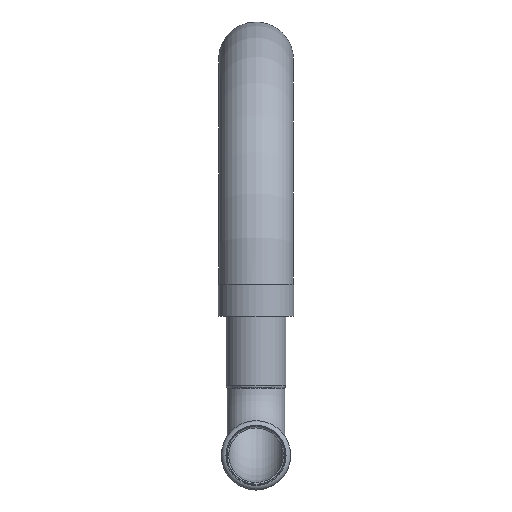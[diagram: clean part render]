
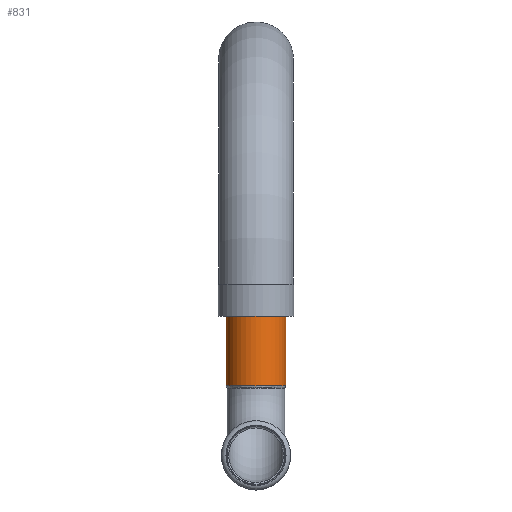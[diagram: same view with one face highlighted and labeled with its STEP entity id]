
A CAD part, left-side view. The second image highlights one B-rep face of the part: STEP entity #831.
In plain terms, the highlighted cylindrical face has radius 28 mm (diameter 56 mm), a full revolution.
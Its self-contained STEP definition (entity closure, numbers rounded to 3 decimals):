
#61=LINE('',#1963,#77);
#77=VECTOR('',#1251,28.);
#91=CYLINDRICAL_SURFACE('',#978,28.);
#129=FACE_OUTER_BOUND('',#173,.T.);
#173=EDGE_LOOP('',(#730,#731,#732,#733,#734,#735));
#242=CIRCLE('',#939,28.);
#243=CIRCLE('',#940,28.);
#266=CIRCLE('',#976,28.);
#267=CIRCLE('',#977,28.);
#337=VERTEX_POINT('',#1709);
#338=VERTEX_POINT('',#1711);
#362=VERTEX_POINT('',#1958);
#363=VERTEX_POINT('',#1959);
#454=EDGE_CURVE('',#337,#338,#242,.T.);
#455=EDGE_CURVE('',#338,#337,#243,.T.);
#490=EDGE_CURVE('',#362,#363,#266,.T.);
#491=EDGE_CURVE('',#363,#362,#267,.T.);
#492=EDGE_CURVE('',#337,#363,#61,.T.);
#730=ORIENTED_EDGE('',*,*,#455,.F.);
#731=ORIENTED_EDGE('',*,*,#454,.F.);
#732=ORIENTED_EDGE('',*,*,#492,.T.);
#733=ORIENTED_EDGE('',*,*,#490,.F.);
#734=ORIENTED_EDGE('',*,*,#491,.F.);
#735=ORIENTED_EDGE('',*,*,#492,.F.);
#831=ADVANCED_FACE('',(#129),#91,.T.);
#939=AXIS2_PLACEMENT_3D('',#1712,#1166,#1167);
#940=AXIS2_PLACEMENT_3D('',#1713,#1168,#1169);
#976=AXIS2_PLACEMENT_3D('',#1960,#1245,#1246);
#977=AXIS2_PLACEMENT_3D('',#1961,#1247,#1248);
#978=AXIS2_PLACEMENT_3D('',#1962,#1249,#1250);
#1166=DIRECTION('center_axis',(0.,0.,
-1.));
#1167=DIRECTION('ref_axis',(-1.,0.,0.));
#1168=DIRECTION('center_axis',(0.,0.,
-1.));
#1169=DIRECTION('ref_axis',(-1.,0.,0.));
#1245=DIRECTION('center_axis',(0.,0.,1.));
#1246=DIRECTION('ref_axis',(-1.,0.,0.));
#1247=DIRECTION('center_axis',(0.,0.,1.));
#1248=DIRECTION('ref_axis',(-1.,0.,0.));
#1249=DIRECTION('center_axis',(0.,0.,1.));
#1250=DIRECTION('ref_axis',(1.,0.,0.));
#1251=DIRECTION('',(0.,0.,1.));
#1709=CARTESIAN_POINT('',(-240.46,0.,65.));
#1711=CARTESIAN_POINT('',(-184.46,0.,65.));
#1712=CARTESIAN_POINT('Origin',(-212.46,0.,
65.));
#1713=CARTESIAN_POINT('Origin',(-212.46,0.,
65.));
#1958=CARTESIAN_POINT('',(-184.46,0.,130.));
#1959=CARTESIAN_POINT('',(-240.46,0.,130.));
#1960=CARTESIAN_POINT('Origin',(-212.46,0.,130.));
#1961=CARTESIAN_POINT('Origin',(-212.46,0.,130.));
#1962=CARTESIAN_POINT('Origin',(-212.46,0.,114.7));
#1963=CARTESIAN_POINT('',(-240.46,0.,114.7));
